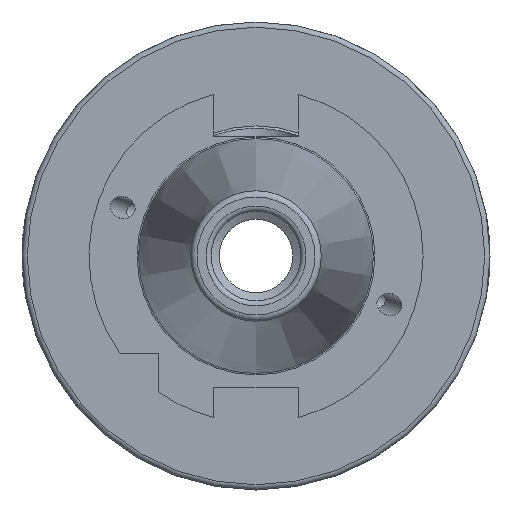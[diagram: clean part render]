
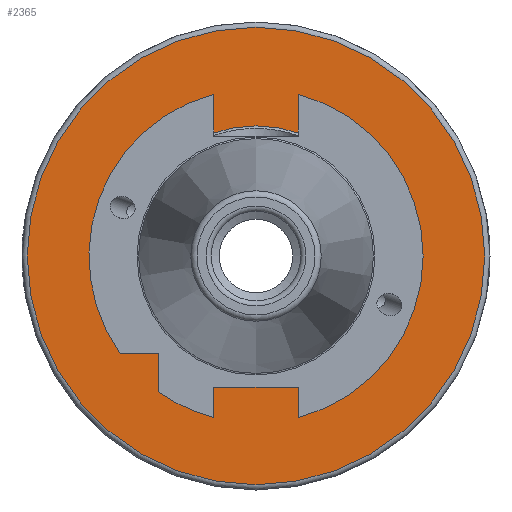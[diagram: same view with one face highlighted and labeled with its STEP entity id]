
A CAD part, left-side view. The second image highlights one B-rep face of the part: STEP entity #2365.
In plain terms, the highlighted planar face has unit normal (-1, 0, 0).
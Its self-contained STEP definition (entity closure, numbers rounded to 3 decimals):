
#109=FACE_BOUND('',#362,.T.);
#129=PLANE('',#2592);
#233=FACE_OUTER_BOUND('',#361,.T.);
#361=EDGE_LOOP('',(#1818,#1819));
#362=EDGE_LOOP('',(#1820,#1821));
#787=CIRCLE('',#2590,24.75);
#788=CIRCLE('',#2591,24.75);
#789=CIRCLE('',#2593,43.5);
#790=CIRCLE('',#2594,43.5);
#1008=VERTEX_POINT('',#3972);
#1009=VERTEX_POINT('',#3974);
#1010=VERTEX_POINT('',#3978);
#1011=VERTEX_POINT('',#3979);
#1313=EDGE_CURVE('',#1008,#1009,#787,.T.);
#1314=EDGE_CURVE('',#1009,#1008,#788,.T.);
#1315=EDGE_CURVE('',#1010,#1011,#789,.T.);
#1316=EDGE_CURVE('',#1011,#1010,#790,.T.);
#1818=ORIENTED_EDGE('',*,*,#1315,.F.);
#1819=ORIENTED_EDGE('',*,*,#1316,.F.);
#1820=ORIENTED_EDGE('',*,*,#1314,.F.);
#1821=ORIENTED_EDGE('',*,*,#1313,.F.);
#2365=ADVANCED_FACE('',(#233,#109),#129,.T.);
#2590=AXIS2_PLACEMENT_3D('',#3975,#3093,#3094);
#2591=AXIS2_PLACEMENT_3D('',#3976,#3095,#3096);
#2592=AXIS2_PLACEMENT_3D('',#3977,#3097,#3098);
#2593=AXIS2_PLACEMENT_3D('',#3980,#3099,#3100);
#2594=AXIS2_PLACEMENT_3D('',#3981,#3101,#3102);
#3093=DIRECTION('center_axis',(-1.,0.,0.));
#3094=DIRECTION('ref_axis',(0.,-1.,0.));
#3095=DIRECTION('center_axis',(-1.,0.,0.));
#3096=DIRECTION('ref_axis',(0.,-1.,0.));
#3097=DIRECTION('center_axis',(-1.,0.,0.));
#3098=DIRECTION('ref_axis',(0.,0.,1.));
#3099=DIRECTION('center_axis',(1.,0.,0.));
#3100=DIRECTION('ref_axis',(0.,-1.,0.));
#3101=DIRECTION('center_axis',(1.,0.,0.));
#3102=DIRECTION('ref_axis',(0.,-1.,0.));
#3972=CARTESIAN_POINT('',(35.,0.,24.75));
#3974=CARTESIAN_POINT('',(35.,24.75,0.));
#3975=CARTESIAN_POINT('Origin',(35.,0.,0.));
#3976=CARTESIAN_POINT('Origin',(35.,0.,0.));
#3977=CARTESIAN_POINT('Origin',(35.,34.375,0.));
#3978=CARTESIAN_POINT('',(35.,43.5,0.));
#3979=CARTESIAN_POINT('',(35.,0.,43.5));
#3980=CARTESIAN_POINT('Origin',(35.,0.,0.));
#3981=CARTESIAN_POINT('Origin',(35.,0.,0.));
